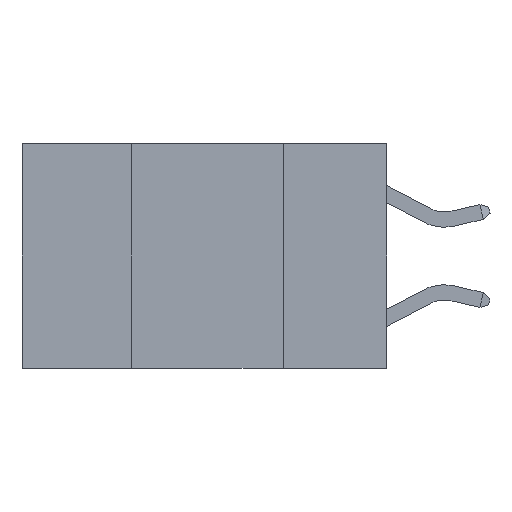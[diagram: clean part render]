
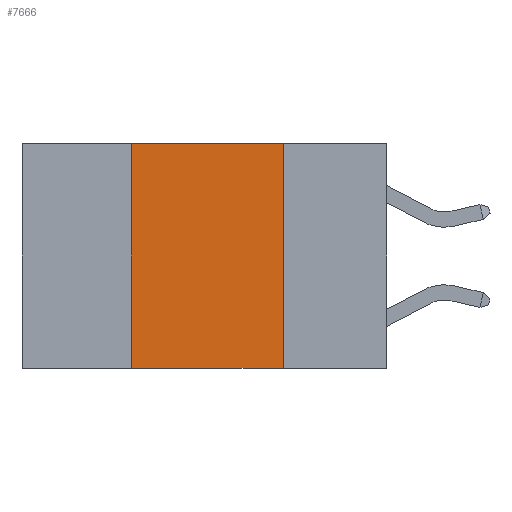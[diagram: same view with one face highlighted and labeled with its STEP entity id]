
A CAD part, left-side view. The second image highlights one B-rep face of the part: STEP entity #7666.
In plain terms, the highlighted planar face has unit normal (-1, 0, 0).
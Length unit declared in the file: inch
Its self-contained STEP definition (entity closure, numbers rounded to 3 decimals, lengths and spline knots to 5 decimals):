
#196 = VECTOR ( 'NONE', #1734, 39.37008 ) ;
#343 = FACE_OUTER_BOUND ( 'NONE', #2187, .T. ) ;
#1734 = DIRECTION ( 'NONE',  ( 0., -1., 0. ) ) ;
#1956 = ORIENTED_EDGE ( 'NONE', *, *, #15230, .T. ) ;
#2032 = DIRECTION ( 'NONE',  ( 0., -1., 0. ) ) ;
#2187 = EDGE_LOOP ( 'NONE', ( #9594, #4187, #5571, #1956 ) ) ;
#3480 = LINE ( 'NONE', #10167, #196 ) ;
#4187 = ORIENTED_EDGE ( 'NONE', *, *, #7696, .F. ) ;
#4323 = CARTESIAN_POINT ( 'NONE',  ( 0., 0.17, 0. ) ) ;
#5445 = LINE ( 'NONE', #16124, #9628 ) ;
#5520 = EDGE_CURVE ( 'NONE', #15616, #14468, #5445, .T. ) ;
#5571 = ORIENTED_EDGE ( 'NONE', *, *, #5520, .F. ) ;
#6958 = VERTEX_POINT ( 'NONE', #14453 ) ;
#7634 = PLANE ( 'NONE',  #15512 ) ;
#7666 = ADVANCED_FACE ( 'NONE', ( #343 ), #7634, .F. ) ;
#7696 = EDGE_CURVE ( 'NONE', #14468, #15142, #18053, .T. ) ;
#7766 = DIRECTION ( 'NONE',  ( 0., 0., 1. ) ) ;
#9066 = DIRECTION ( 'NONE',  ( 0., 0., -1. ) ) ;
#9594 = ORIENTED_EDGE ( 'NONE', *, *, #16481, .F. ) ;
#9628 = VECTOR ( 'NONE', #7766, 39.37008 ) ;
#10167 = CARTESIAN_POINT ( 'NONE',  ( 0., 0.6, -0.37 ) ) ;
#11797 = CARTESIAN_POINT ( 'NONE',  ( 0., 0.6, 0. ) ) ;
#14376 = VECTOR ( 'NONE', #2032, 39.37008 ) ;
#14429 = CARTESIAN_POINT ( 'NONE',  ( 0., 0.17, 0. ) ) ;
#14453 = CARTESIAN_POINT ( 'NONE',  ( 0., 0.17, -0.37 ) ) ;
#14468 = VERTEX_POINT ( 'NONE', #16770 ) ;
#15142 = VERTEX_POINT ( 'NONE', #4323 ) ;
#15230 = EDGE_CURVE ( 'NONE', #15616, #6958, #3480, .T. ) ;
#15474 = VECTOR ( 'NONE', #15836, 39.37008 ) ;
#15512 = AXIS2_PLACEMENT_3D ( 'NONE', #11797, #17395, #9066 ) ;
#15616 = VERTEX_POINT ( 'NONE', #16503 ) ;
#15836 = DIRECTION ( 'NONE',  ( 0., 0., -1. ) ) ;
#15934 = LINE ( 'NONE', #14429, #15474 ) ;
#16124 = CARTESIAN_POINT ( 'NONE',  ( 0., 0.42, 0. ) ) ;
#16481 = EDGE_CURVE ( 'NONE', #15142, #6958, #15934, .T. ) ;
#16503 = CARTESIAN_POINT ( 'NONE',  ( 0., 0.42, -0.37 ) ) ;
#16770 = CARTESIAN_POINT ( 'NONE',  ( 0., 0.42, 0. ) ) ;
#17395 = DIRECTION ( 'NONE',  ( 1., 0., 0. ) ) ;
#17452 = CARTESIAN_POINT ( 'NONE',  ( 0., 0.6, 0. ) ) ;
#18053 = LINE ( 'NONE', #17452, #14376 ) ;
